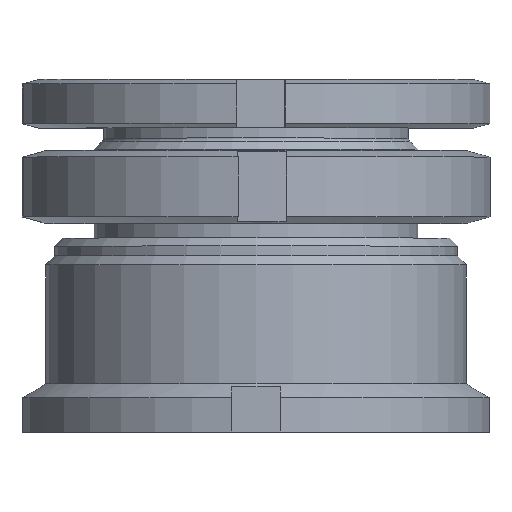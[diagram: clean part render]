
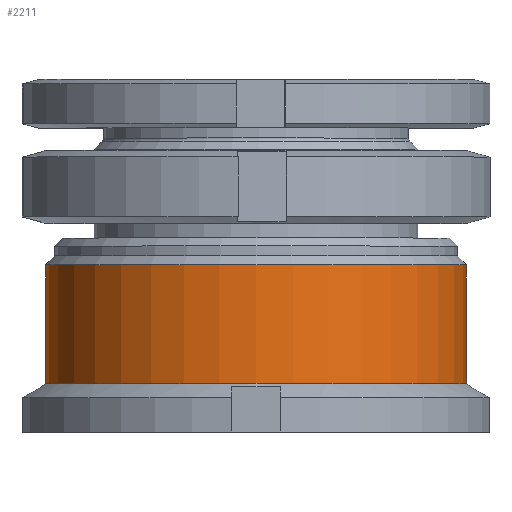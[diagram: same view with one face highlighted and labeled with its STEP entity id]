
A CAD part, top view. The second image highlights one B-rep face of the part: STEP entity #2211.
In plain terms, the highlighted cylindrical face has radius 26 mm (diameter 52 mm), a partial arc.
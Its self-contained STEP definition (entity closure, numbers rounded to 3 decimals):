
#22 = AXIS2_PLACEMENT_3D ( 'NONE', #3430, #1281, #1612 ) ;
#138 = CARTESIAN_POINT ( 'NONE',  ( 0., -14.269, 0. ) ) ;
#388 = CARTESIAN_POINT ( 'NONE',  ( 26., 0.431, 0. ) ) ;
#414 = ORIENTED_EDGE ( 'NONE', *, *, #987, .F. ) ;
#542 = ORIENTED_EDGE ( 'NONE', *, *, #1143, .T. ) ;
#638 = LINE ( 'NONE', #1291, #2816 ) ;
#893 = CIRCLE ( 'NONE', #3469, 26. ) ;
#987 = EDGE_CURVE ( 'NONE', #1172, #3074, #638, .T. ) ;
#1006 = DIRECTION ( 'NONE',  ( 0., 1., 0. ) ) ;
#1036 = ORIENTED_EDGE ( 'NONE', *, *, #1056, .F. ) ;
#1056 = EDGE_CURVE ( 'NONE', #3074, #2323, #2916, .T. ) ;
#1115 = DIRECTION ( 'NONE',  ( -1., 0., 0. ) ) ;
#1143 = EDGE_CURVE ( 'NONE', #1547, #2323, #3474, .T. ) ;
#1172 = VERTEX_POINT ( 'NONE', #1655 ) ;
#1281 = DIRECTION ( 'NONE',  ( 0., 1., 0. ) ) ;
#1291 = CARTESIAN_POINT ( 'NONE',  ( -26., 8.27, 0. ) ) ;
#1547 = VERTEX_POINT ( 'NONE', #3026 ) ;
#1612 = DIRECTION ( 'NONE',  ( -1., 0., 0. ) ) ;
#1655 = CARTESIAN_POINT ( 'NONE',  ( -26., -14.269, 0. ) ) ;
#1893 = ORIENTED_EDGE ( 'NONE', *, *, #3902, .T. ) ;
#1948 = DIRECTION ( 'NONE',  ( 0., 1., 0. ) ) ;
#2019 = CARTESIAN_POINT ( 'NONE',  ( 0., 8.27, 0. ) ) ;
#2049 = VECTOR ( 'NONE', #1948, 1000. ) ;
#2211 = ADVANCED_FACE ( 'NONE', ( #2667 ), #3340, .T. ) ;
#2323 = VERTEX_POINT ( 'NONE', #388 ) ;
#2639 = CARTESIAN_POINT ( 'NONE',  ( 26., 8.27, 0. ) ) ;
#2667 = FACE_OUTER_BOUND ( 'NONE', #3267, .T. ) ;
#2686 = AXIS2_PLACEMENT_3D ( 'NONE', #2019, #3260, #1115 ) ;
#2816 = VECTOR ( 'NONE', #1006, 1000. ) ;
#2916 = CIRCLE ( 'NONE', #22, 26. ) ;
#3013 = CARTESIAN_POINT ( 'NONE',  ( -26., 0.431, 0. ) ) ;
#3026 = CARTESIAN_POINT ( 'NONE',  ( 26., -14.269, 0. ) ) ;
#3074 = VERTEX_POINT ( 'NONE', #3013 ) ;
#3260 = DIRECTION ( 'NONE',  ( 0., 1., 0. ) ) ;
#3267 = EDGE_LOOP ( 'NONE', ( #1893, #542, #1036, #414 ) ) ;
#3340 = CYLINDRICAL_SURFACE ( 'NONE', #2686, 26. ) ;
#3430 = CARTESIAN_POINT ( 'NONE',  ( 0., 0.431, 0. ) ) ;
#3463 = DIRECTION ( 'NONE',  ( -1., 0., 0. ) ) ;
#3469 = AXIS2_PLACEMENT_3D ( 'NONE', #138, #3794, #3463 ) ;
#3474 = LINE ( 'NONE', #2639, #2049 ) ;
#3794 = DIRECTION ( 'NONE',  ( 0., 1., 0. ) ) ;
#3902 = EDGE_CURVE ( 'NONE', #1172, #1547, #893, .T. ) ;
